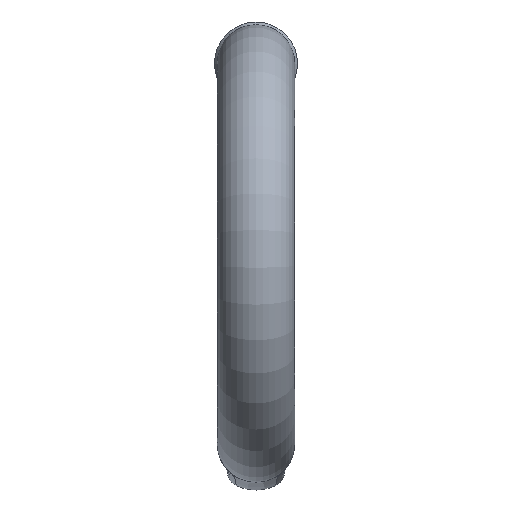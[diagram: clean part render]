
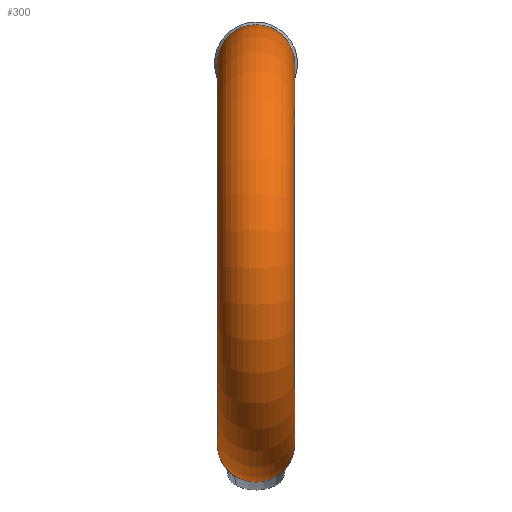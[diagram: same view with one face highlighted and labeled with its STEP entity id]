
A CAD part, top view. The second image highlights one B-rep face of the part: STEP entity #300.
In plain terms, the highlighted toroidal (fillet/blend) face has major radius 56.5 mm and minor radius 11.5 mm.
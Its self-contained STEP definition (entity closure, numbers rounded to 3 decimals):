
#106=TOROIDAL_SURFACE('',#2629,56.5,11.5);
#265=CIRCLE('',#2614,11.5);
#267=CIRCLE('',#2622,11.5);
#300=ADVANCED_FACE('',(#535,#536),#106,.T.);
#535=FACE_BOUND('',#575,.T.);
#536=FACE_BOUND('',#576,.T.);
#575=EDGE_LOOP('',(#1077));
#576=EDGE_LOOP('',(#1078));
#1077=ORIENTED_EDGE('',*,*,#2037,.T.);
#1078=ORIENTED_EDGE('',*,*,#2001,.F.);
#1763=VERTEX_POINT('',#3593);
#1793=VERTEX_POINT('',#4933);
#2001=EDGE_CURVE('',#1763,#1763,#265,.T.);
#2037=EDGE_CURVE('',#1793,#1793,#267,.T.);
#2614=AXIS2_PLACEMENT_3D('',#3592,#2789,#2790);
#2622=AXIS2_PLACEMENT_3D('',#4932,#2805,#2806);
#2629=AXIS2_PLACEMENT_3D('',#4943,#2819,#2820);
#2789=DIRECTION('',(0.,0.,-1.));
#2790=DIRECTION('',(0.,1.,0.));
#2805=DIRECTION('',(0.,0.,1.));
#2806=DIRECTION('',(0.,1.,0.));
#2819=DIRECTION('',(1.,0.,0.));
#2820=DIRECTION('',(0.,0.,-1.));
#3592=CARTESIAN_POINT('',(0.,-56.5,35.));
#3593=CARTESIAN_POINT('',(0.,-45.,35.));
#4932=CARTESIAN_POINT('',(0.,56.5,35.));
#4933=CARTESIAN_POINT('',(0.,68.,35.));
#4943=CARTESIAN_POINT('',(0.,0.,35.));
